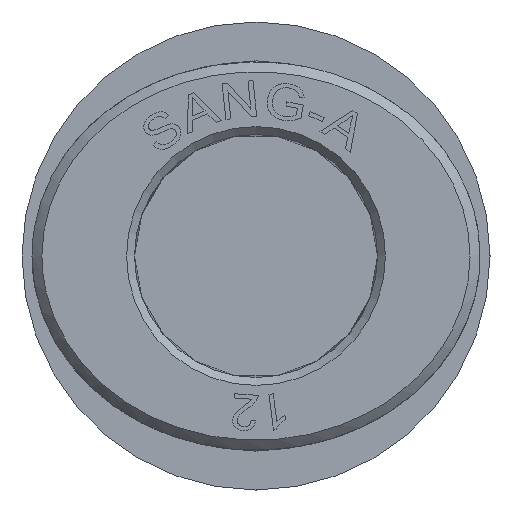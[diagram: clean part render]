
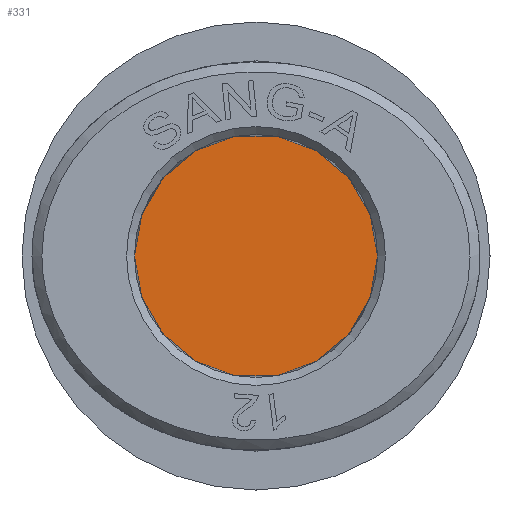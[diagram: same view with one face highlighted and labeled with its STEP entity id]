
A CAD part, left-side view. The second image highlights one B-rep face of the part: STEP entity #331.
In plain terms, the highlighted planar face has unit normal (-1, 0, 0).
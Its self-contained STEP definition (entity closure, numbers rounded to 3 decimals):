
#300=CARTESIAN_POINT('',(-2.,6.1,0.0));
#301=VERTEX_POINT('',#300);
#302=CARTESIAN_POINT('',(-2.,0.,0.0));
#303=DIRECTION('',(-1.0,0.0,0.0));
#304=DIRECTION('',(0.0,1.0,0.0));
#305=AXIS2_PLACEMENT_3D('',#302,#303,#304);
#306=CIRCLE('',#305,6.1);
#307=EDGE_CURVE('',#301,#301,#306,.T.);
#323=CARTESIAN_POINT('',(-2.,3.05,0.0));
#324=DIRECTION('',(-1.0,0.0,0.0));
#325=DIRECTION('',(0.0,0.0,1.0));
#326=AXIS2_PLACEMENT_3D('',#323,#324,#325);
#327=PLANE('',#326);
#328=ORIENTED_EDGE('',*,*,#307,.T.);
#329=EDGE_LOOP('',(#328));
#330=FACE_OUTER_BOUND('',#329,.T.);
#331=ADVANCED_FACE('',(#330),#327,.T.);
